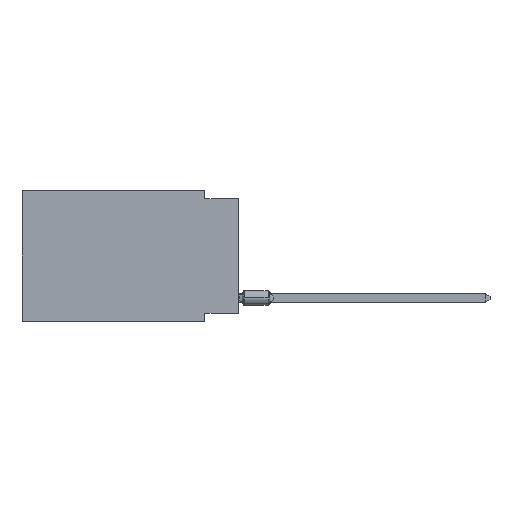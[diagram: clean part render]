
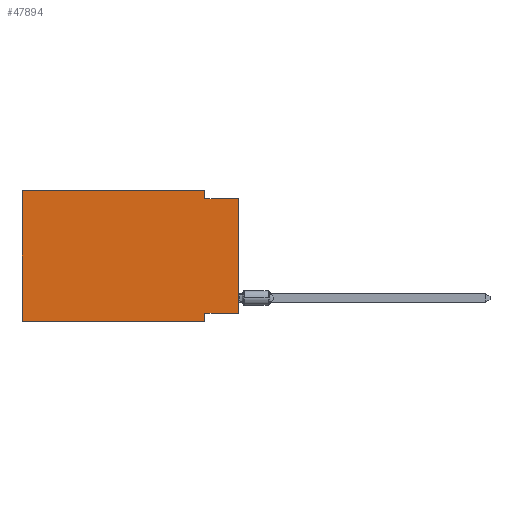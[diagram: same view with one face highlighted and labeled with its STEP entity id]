
A CAD part, left-side view. The second image highlights one B-rep face of the part: STEP entity #47894.
In plain terms, the highlighted planar face has unit normal (-1, 0, 0).
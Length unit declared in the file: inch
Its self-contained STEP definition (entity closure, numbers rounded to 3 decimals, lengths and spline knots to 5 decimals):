
#1397 = VECTOR ( 'NONE', #25121, 39.37008 ) ;
#2960 = VECTOR ( 'NONE', #37767, 39.37008 ) ;
#3343 = EDGE_CURVE ( 'NONE', #16682, #6910, #41563, .T. ) ;
#3354 = CARTESIAN_POINT ( 'NONE',  ( 0., 0.1, -0.39 ) ) ;
#3462 = CARTESIAN_POINT ( 'NONE',  ( 0., 0.645, -0.39 ) ) ;
#3949 = CARTESIAN_POINT ( 'NONE',  ( 0., 0.1, 0. ) ) ;
#4118 = DIRECTION ( 'NONE',  ( 0., 0., 1. ) ) ;
#4483 = ORIENTED_EDGE ( 'NONE', *, *, #3343, .F. ) ;
#6877 = DIRECTION ( 'NONE',  ( 0., 0., -1. ) ) ;
#6910 = VERTEX_POINT ( 'NONE', #45433 ) ;
#7382 = CARTESIAN_POINT ( 'NONE',  ( 0., 0., 0. ) ) ;
#7580 = CARTESIAN_POINT ( 'NONE',  ( 0., 0., -0.365 ) ) ;
#7660 = LINE ( 'NONE', #3354, #1397 ) ;
#7769 = DIRECTION ( 'NONE',  ( 0., -1., 0. ) ) ;
#8098 = VERTEX_POINT ( 'NONE', #22751 ) ;
#8420 = CARTESIAN_POINT ( 'NONE',  ( 0., 0.645, 0. ) ) ;
#9016 = CARTESIAN_POINT ( 'NONE',  ( 0., 0.1, -0.39 ) ) ;
#9540 = ORIENTED_EDGE ( 'NONE', *, *, #49516, .F. ) ;
#9566 = VECTOR ( 'NONE', #4118, 39.37008 ) ;
#10108 = ORIENTED_EDGE ( 'NONE', *, *, #52419, .F. ) ;
#10738 = CARTESIAN_POINT ( 'NONE',  ( 0., 0., -0.025 ) ) ;
#11016 = CARTESIAN_POINT ( 'NONE',  ( 0., 0., -0.365 ) ) ;
#11465 = ORIENTED_EDGE ( 'NONE', *, *, #48237, .T. ) ;
#11985 = LINE ( 'NONE', #3949, #2960 ) ;
#13928 = VERTEX_POINT ( 'NONE', #50312 ) ;
#15042 = VECTOR ( 'NONE', #50439, 39.37008 ) ;
#15623 = LINE ( 'NONE', #11016, #22695 ) ;
#16682 = VERTEX_POINT ( 'NONE', #28250 ) ;
#16742 = ORIENTED_EDGE ( 'NONE', *, *, #26252, .F. ) ;
#18785 = LINE ( 'NONE', #10738, #20760 ) ;
#19241 = EDGE_CURVE ( 'NONE', #28792, #13928, #11985, .T. ) ;
#19332 = ORIENTED_EDGE ( 'NONE', *, *, #20276, .T. ) ;
#20276 = EDGE_CURVE ( 'NONE', #16682, #22537, #29267, .T. ) ;
#20760 = VECTOR ( 'NONE', #27929, 39.37008 ) ;
#22537 = VERTEX_POINT ( 'NONE', #9016 ) ;
#22695 = VECTOR ( 'NONE', #29627, 39.37008 ) ;
#22720 = LINE ( 'NONE', #8420, #35172 ) ;
#22751 = CARTESIAN_POINT ( 'NONE',  ( 0., 0.1, -0.365 ) ) ;
#24327 = VERTEX_POINT ( 'NONE', #50644 ) ;
#25121 = DIRECTION ( 'NONE',  ( 0., 0., -1. ) ) ;
#26200 = EDGE_LOOP ( 'NONE', ( #11465, #16742, #37863, #43393, #4483, #19332, #9540, #10108 ) ) ;
#26252 = EDGE_CURVE ( 'NONE', #13928, #24327, #18785, .T. ) ;
#27929 = DIRECTION ( 'NONE',  ( 0., -1., 0. ) ) ;
#28250 = CARTESIAN_POINT ( 'NONE',  ( 0., 0.645, -0.39 ) ) ;
#28359 = DIRECTION ( 'NONE',  ( 1., 0., 0. ) ) ;
#28792 = VERTEX_POINT ( 'NONE', #48013 ) ;
#29267 = LINE ( 'NONE', #3462, #40485 ) ;
#29627 = DIRECTION ( 'NONE',  ( 0., 1., 0. ) ) ;
#31834 = EDGE_CURVE ( 'NONE', #6910, #28792, #22720, .T. ) ;
#32973 = CARTESIAN_POINT ( 'NONE',  ( 0., 0.645, 0. ) ) ;
#34029 = PLANE ( 'NONE',  #47021 ) ;
#35172 = VECTOR ( 'NONE', #52775, 39.37008 ) ;
#37767 = DIRECTION ( 'NONE',  ( 0., 0., -1. ) ) ;
#37863 = ORIENTED_EDGE ( 'NONE', *, *, #19241, .F. ) ;
#37991 = LINE ( 'NONE', #7382, #9566 ) ;
#39736 = VERTEX_POINT ( 'NONE', #7580 ) ;
#40485 = VECTOR ( 'NONE', #7769, 39.37008 ) ;
#41498 = FACE_OUTER_BOUND ( 'NONE', #26200, .T. ) ;
#41563 = LINE ( 'NONE', #32973, #15042 ) ;
#43393 = ORIENTED_EDGE ( 'NONE', *, *, #31834, .F. ) ;
#45433 = CARTESIAN_POINT ( 'NONE',  ( 0., 0.645, 0. ) ) ;
#47021 = AXIS2_PLACEMENT_3D ( 'NONE', #50947, #28359, #6877 ) ;
#47894 = ADVANCED_FACE ( 'NONE', ( #41498 ), #34029, .F. ) ;
#48013 = CARTESIAN_POINT ( 'NONE',  ( 0., 0.1, 0. ) ) ;
#48237 = EDGE_CURVE ( 'NONE', #39736, #24327, #37991, .T. ) ;
#49516 = EDGE_CURVE ( 'NONE', #8098, #22537, #7660, .T. ) ;
#50312 = CARTESIAN_POINT ( 'NONE',  ( 0., 0.1, -0.025 ) ) ;
#50439 = DIRECTION ( 'NONE',  ( 0., 0., 1. ) ) ;
#50644 = CARTESIAN_POINT ( 'NONE',  ( 0., 0., -0.025 ) ) ;
#50947 = CARTESIAN_POINT ( 'NONE',  ( 0., 0.645, 0. ) ) ;
#52419 = EDGE_CURVE ( 'NONE', #39736, #8098, #15623, .T. ) ;
#52775 = DIRECTION ( 'NONE',  ( 0., -1., 0. ) ) ;
